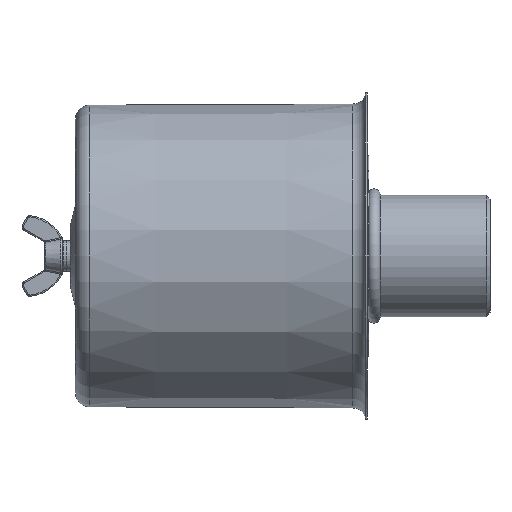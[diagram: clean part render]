
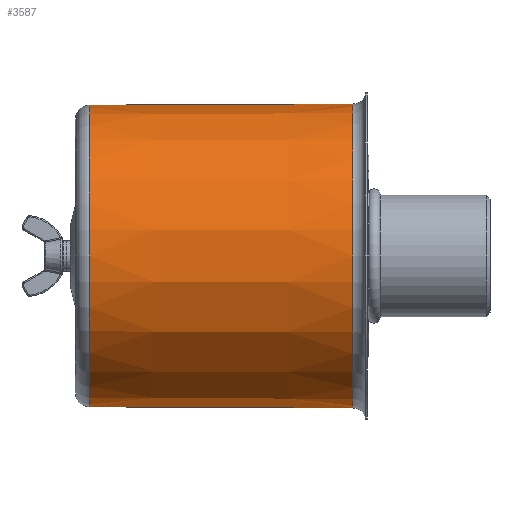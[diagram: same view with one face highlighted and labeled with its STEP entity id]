
A CAD part, left-side view. The second image highlights one B-rep face of the part: STEP entity #3587.
In plain terms, the highlighted conical face has half-angle 0.249 degrees and reference radius 60.048 mm.
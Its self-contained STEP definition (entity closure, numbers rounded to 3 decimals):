
#2933=CARTESIAN_POINT('',(0.,-6.676,0.));
#2934=DIRECTION('',(0.,1.,0.));
#2935=DIRECTION('',(0.,0.,-1.));
#2936=AXIS2_PLACEMENT_3D('',#2933,#2934,#2935);
#2938=DIRECTION('',(0.,1.,-0.004));
#2939=VECTOR('',#2938,104.574);
#2940=CARTESIAN_POINT('',(0.,-111.249,60.275));
#2941=LINE('',#2940,#2939);
#2942=CARTESIAN_POINT('',(0.,-111.249,0.));
#2943=DIRECTION('',(0.,-1.,0.));
#2944=DIRECTION('',(0.,0.,1.));
#2945=AXIS2_PLACEMENT_3D('',#2942,#2943,#2944);
#2947=DIRECTION('',(0.,1.,0.004));
#2948=VECTOR('',#2947,104.574);
#2949=CARTESIAN_POINT('',(0.,-111.249,-60.275));
#2950=LINE('',#2949,#2948);
#3103=CARTESIAN_POINT('',(0.,-111.249,-60.275));
#3104=CARTESIAN_POINT('',(0.,-111.249,60.275));
#3105=VERTEX_POINT('',#3103);
#3106=VERTEX_POINT('',#3104);
#3115=CARTESIAN_POINT('',(0.,-6.676,59.82));
#3116=CARTESIAN_POINT('',(0.,-6.676,
-59.82));
#3117=VERTEX_POINT('',#3115);
#3118=VERTEX_POINT('',#3116);
#3573=CARTESIAN_POINT('',(0.,-58.963,0.));
#3574=DIRECTION('',(0.,-1.,0.));
#3575=DIRECTION('',(0.,0.,1.));
#3576=AXIS2_PLACEMENT_3D('',#3573,#3574,#3575);
#3577=CONICAL_SURFACE('',#3576,60.048,0.249);
#3578=ORIENTED_EDGE('',*,*,#3567,.T.);
#3580=ORIENTED_EDGE('',*,*,#3579,.F.);
#3582=ORIENTED_EDGE('',*,*,#3581,.T.);
#3584=ORIENTED_EDGE('',*,*,#3583,.T.);
#3585=EDGE_LOOP('',(#3578,#3580,#3582,#3584));
#3586=FACE_OUTER_BOUND('',#3585,.F.);
#3587=ADVANCED_FACE('',(#3586),#3577,.T.);
#2937=CIRCLE('',#2936,59.82);
#2946=CIRCLE('',#2945,60.275);
#3567=EDGE_CURVE('',#3118,#3117,#2937,.T.);
#3579=EDGE_CURVE('',#3106,#3117,#2941,.T.);
#3581=EDGE_CURVE('',#3106,#3105,#2946,.T.);
#3583=EDGE_CURVE('',#3105,#3118,#2950,.T.);
